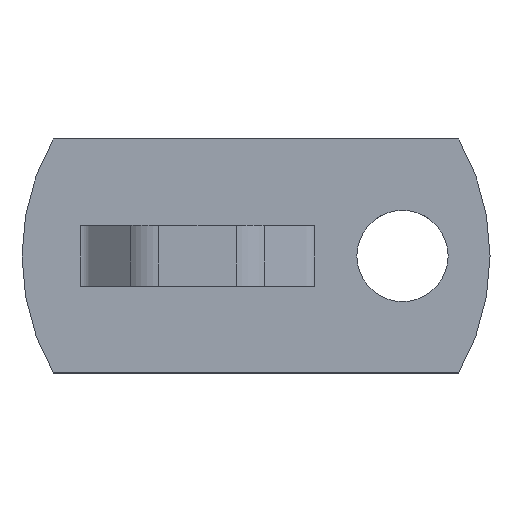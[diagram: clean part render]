
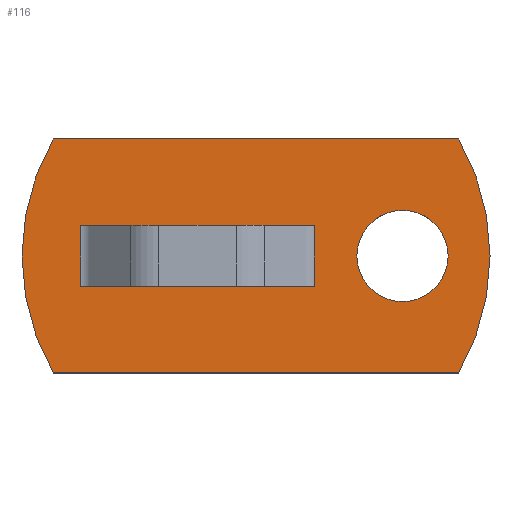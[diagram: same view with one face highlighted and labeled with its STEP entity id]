
A CAD part, top view. The second image highlights one B-rep face of the part: STEP entity #116.
In plain terms, the highlighted planar face has unit normal (0, 0, 1).
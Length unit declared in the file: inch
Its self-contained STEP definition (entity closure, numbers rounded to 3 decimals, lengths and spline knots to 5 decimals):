
#108=FACE_BOUND('',#180,.T.);
#109=FACE_BOUND('',#181,.T.);
#116=ADVANCED_FACE('',(#155,#108,#109),#141,.T.);
#141=PLANE('',#591);
#155=FACE_OUTER_BOUND('',#179,.T.);
#179=EDGE_LOOP('',(#315,#316,#317,#318));
#180=EDGE_LOOP('',(#319));
#181=EDGE_LOOP('',(#320,#321,#322,#323,#324,#325,#326,#327));
#208=LINE('',#779,#256);
#212=LINE('',#792,#260);
#215=LINE('',#800,#263);
#216=LINE('',#805,#264);
#217=LINE('',#810,#265);
#218=LINE('',#813,#266);
#219=LINE('',#814,#267);
#220=LINE('',#816,#268);
#221=LINE('',#818,#269);
#222=LINE('',#819,#270);
#256=VECTOR('',#634,1.);
#260=VECTOR('',#644,1.);
#263=VECTOR('',#651,1.);
#264=VECTOR('',#654,1.);
#265=VECTOR('',#659,1.);
#266=VECTOR('',#660,1.);
#267=VECTOR('',#661,1.);
#268=VECTOR('',#662,1.);
#269=VECTOR('',#663,1.);
#270=VECTOR('',#664,1.);
#315=ORIENTED_EDGE('',*,*,#501,.T.);
#316=ORIENTED_EDGE('',*,*,#502,.T.);
#317=ORIENTED_EDGE('',*,*,#503,.F.);
#318=ORIENTED_EDGE('',*,*,#504,.T.);
#319=ORIENTED_EDGE('',*,*,#505,.T.);
#320=ORIENTED_EDGE('',*,*,#506,.T.);
#321=ORIENTED_EDGE('',*,*,#507,.T.);
#322=ORIENTED_EDGE('',*,*,#491,.T.);
#323=ORIENTED_EDGE('',*,*,#508,.T.);
#324=ORIENTED_EDGE('',*,*,#509,.T.);
#325=ORIENTED_EDGE('',*,*,#510,.T.);
#326=ORIENTED_EDGE('',*,*,#497,.T.);
#327=ORIENTED_EDGE('',*,*,#511,.T.);
#445=VERTEX_POINT('',#778);
#446=VERTEX_POINT('',#780);
#451=VERTEX_POINT('',#791);
#452=VERTEX_POINT('',#793);
#455=VERTEX_POINT('',#801);
#456=VERTEX_POINT('',#802);
#457=VERTEX_POINT('',#804);
#458=VERTEX_POINT('',#806);
#459=VERTEX_POINT('',#809);
#460=VERTEX_POINT('',#811);
#461=VERTEX_POINT('',#812);
#462=VERTEX_POINT('',#815);
#463=VERTEX_POINT('',#817);
#491=EDGE_CURVE('',#446,#445,#208,.T.);
#497=EDGE_CURVE('',#452,#451,#212,.T.);
#501=EDGE_CURVE('',#455,#456,#215,.T.);
#502=EDGE_CURVE('',#456,#457,#563,.T.);
#503=EDGE_CURVE('',#458,#457,#216,.T.);
#504=EDGE_CURVE('',#458,#455,#564,.T.);
#505=EDGE_CURVE('',#459,#459,#565,.T.);
#506=EDGE_CURVE('',#460,#461,#217,.T.);
#507=EDGE_CURVE('',#461,#446,#218,.T.);
#508=EDGE_CURVE('',#445,#462,#219,.T.);
#509=EDGE_CURVE('',#462,#463,#220,.T.);
#510=EDGE_CURVE('',#463,#452,#221,.T.);
#511=EDGE_CURVE('',#451,#460,#222,.T.);
#563=CIRCLE('',#588,0.5);
#564=CIRCLE('',#589,0.5);
#565=CIRCLE('',#590,0.0975);
#588=AXIS2_PLACEMENT_3D('',#803,#652,#653);
#589=AXIS2_PLACEMENT_3D('',#807,#655,#656);
#590=AXIS2_PLACEMENT_3D('',#808,#657,#658);
#591=AXIS2_PLACEMENT_3D('',#820,#665,#666);
#634=DIRECTION('',(-1.,0.,0.));
#644=DIRECTION('',(1.,0.,0.));
#651=DIRECTION('',(1.,0.,0.));
#652=DIRECTION('',(0.,0.,1.));
#653=DIRECTION('',(1.,0.,0.));
#654=DIRECTION('',(1.,0.,0.));
#655=DIRECTION('',(0.,0.,1.));
#656=DIRECTION('',(1.,0.,0.));
#657=DIRECTION('',(0.,0.,-1.));
#658=DIRECTION('',(-1.,0.,0.));
#659=DIRECTION('',(0.,-1.,0.));
#660=DIRECTION('',(-1.,0.,0.));
#661=DIRECTION('',(-1.,0.,0.));
#662=DIRECTION('',(0.,1.,0.));
#663=DIRECTION('',(1.,0.,0.));
#664=DIRECTION('',(1.,0.,0.));
#665=DIRECTION('',(0.,0.,1.));
#666=DIRECTION('',(1.,0.,0.));
#778=CARTESIAN_POINT('',(0.18395,0.185,0.032));
#779=CARTESIAN_POINT('',(0.375,0.185,0.032));
#780=CARTESIAN_POINT('',(0.56605,0.185,0.032));
#791=CARTESIAN_POINT('',(0.56605,0.315,0.032));
#792=CARTESIAN_POINT('',(0.375,0.315,0.032));
#793=CARTESIAN_POINT('',(0.18395,0.315,0.032));
#800=CARTESIAN_POINT('',(0.06699,0.,0.032));
#801=CARTESIAN_POINT('',(0.06699,0.,0.032));
#802=CARTESIAN_POINT('',(0.93301,0.,0.032));
#803=CARTESIAN_POINT('',(0.5,0.25,0.032));
#804=CARTESIAN_POINT('',(0.93301,0.5,0.032));
#805=CARTESIAN_POINT('',(0.06699,0.5,0.032));
#806=CARTESIAN_POINT('',(0.06699,0.5,0.032));
#807=CARTESIAN_POINT('',(0.5,0.25,0.032));
#808=CARTESIAN_POINT('',(0.813,0.25,0.032));
#809=CARTESIAN_POINT('',(0.7155,0.25,0.032));
#810=CARTESIAN_POINT('',(0.625,0.25,0.032));
#811=CARTESIAN_POINT('',(0.625,0.315,0.032));
#812=CARTESIAN_POINT('',(0.625,0.185,0.032));
#813=CARTESIAN_POINT('',(0.375,0.185,0.032));
#814=CARTESIAN_POINT('',(0.375,0.185,0.032));
#815=CARTESIAN_POINT('',(0.125,0.185,0.032));
#816=CARTESIAN_POINT('',(0.125,0.25,0.032));
#817=CARTESIAN_POINT('',(0.125,0.315,0.032));
#818=CARTESIAN_POINT('',(0.375,0.315,0.032));
#819=CARTESIAN_POINT('',(0.375,0.315,0.032));
#820=CARTESIAN_POINT('',(0.5,0.25,0.032));
